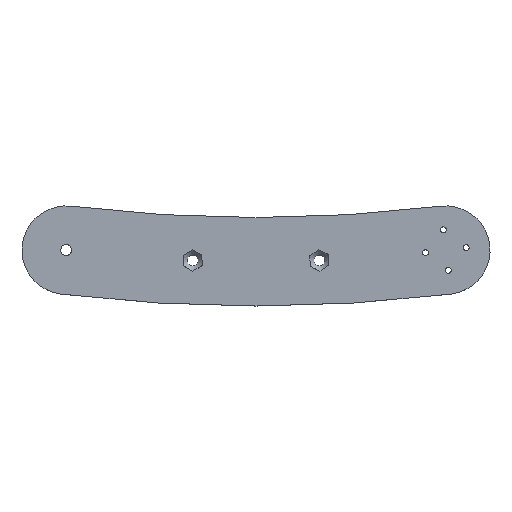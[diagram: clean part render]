
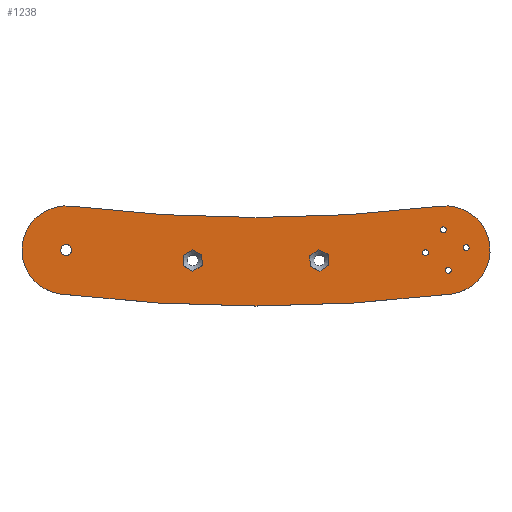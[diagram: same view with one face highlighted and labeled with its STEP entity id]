
A CAD part, top view. The second image highlights one B-rep face of the part: STEP entity #1238.
In plain terms, the highlighted planar face has unit normal (0, 0, 1).
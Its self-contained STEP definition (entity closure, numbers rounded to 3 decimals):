
#15=FACE_BOUND('',#243,.T.);
#16=FACE_BOUND('',#244,.T.);
#17=FACE_BOUND('',#245,.T.);
#18=FACE_BOUND('',#246,.T.);
#19=FACE_BOUND('',#247,.T.);
#20=FACE_BOUND('',#248,.T.);
#21=FACE_BOUND('',#249,.T.);
#64=CIRCLE('',#1278,1.15);
#67=CIRCLE('',#1283,1.15);
#70=CIRCLE('',#1288,1.15);
#73=CIRCLE('',#1293,1.15);
#95=CIRCLE('',#1348,2.15);
#97=CIRCLE('',#1351,17.3);
#99=CIRCLE('',#1354,590.271);
#101=CIRCLE('',#1357,17.3);
#103=CIRCLE('',#1360,624.871);
#175=FACE_OUTER_BOUND('',#242,.T.);
#242=EDGE_LOOP('',(#1079,#1080,#1081,#1082));
#243=EDGE_LOOP('',(#1083));
#244=EDGE_LOOP('',(#1084));
#245=EDGE_LOOP('',(#1085));
#246=EDGE_LOOP('',(#1086));
#247=EDGE_LOOP('',(#1087,#1088,#1089,#1090,#1091,#1092));
#248=EDGE_LOOP('',(#1093,#1094,#1095,#1096,#1097,#1098));
#249=EDGE_LOOP('',(#1099));
#346=LINE('',#1996,#463);
#349=LINE('',#2001,#466);
#351=LINE('',#2005,#468);
#353=LINE('',#2009,#470);
#356=LINE('',#2015,#473);
#359=LINE('',#2019,#476);
#360=LINE('',#2024,#477);
#364=LINE('',#2031,#481);
#366=LINE('',#2035,#483);
#368=LINE('',#2039,#485);
#370=LINE('',#2043,#487);
#372=LINE('',#2046,#489);
#463=VECTOR('',#1607,10.);
#466=VECTOR('',#1612,10.);
#468=VECTOR('',#1616,10.);
#470=VECTOR('',#1620,10.);
#473=VECTOR('',#1625,10.);
#476=VECTOR('',#1630,10.);
#477=VECTOR('',#1635,10.);
#481=VECTOR('',#1641,10.);
#483=VECTOR('',#1645,10.);
#485=VECTOR('',#1649,10.);
#487=VECTOR('',#1653,10.);
#489=VECTOR('',#1657,10.);
#530=VERTEX_POINT('',#1808);
#533=VERTEX_POINT('',#1818);
#536=VERTEX_POINT('',#1828);
#539=VERTEX_POINT('',#1838);
#584=VERTEX_POINT('',#1994);
#585=VERTEX_POINT('',#1995);
#586=VERTEX_POINT('',#2000);
#587=VERTEX_POINT('',#2004);
#588=VERTEX_POINT('',#2008);
#590=VERTEX_POINT('',#2014);
#591=VERTEX_POINT('',#2022);
#592=VERTEX_POINT('',#2023);
#594=VERTEX_POINT('',#2030);
#595=VERTEX_POINT('',#2034);
#596=VERTEX_POINT('',#2038);
#597=VERTEX_POINT('',#2042);
#599=VERTEX_POINT('',#2052);
#602=VERTEX_POINT('',#2059);
#603=VERTEX_POINT('',#2061);
#605=VERTEX_POINT('',#2067);
#607=VERTEX_POINT('',#2073);
#660=EDGE_CURVE('',#530,#530,#64,.T.);
#665=EDGE_CURVE('',#533,#533,#67,.T.);
#670=EDGE_CURVE('',#536,#536,#70,.T.);
#675=EDGE_CURVE('',#539,#539,#73,.T.);
#738=EDGE_CURVE('',#584,#585,#346,.T.);
#741=EDGE_CURVE('',#586,#584,#349,.T.);
#743=EDGE_CURVE('',#587,#586,#351,.T.);
#745=EDGE_CURVE('',#588,#587,#353,.T.);
#748=EDGE_CURVE('',#590,#588,#356,.T.);
#751=EDGE_CURVE('',#585,#590,#359,.T.);
#752=EDGE_CURVE('',#591,#592,#360,.T.);
#756=EDGE_CURVE('',#594,#591,#364,.T.);
#758=EDGE_CURVE('',#595,#594,#366,.T.);
#760=EDGE_CURVE('',#596,#595,#368,.T.);
#762=EDGE_CURVE('',#597,#596,#370,.T.);
#764=EDGE_CURVE('',#592,#597,#372,.T.);
#768=EDGE_CURVE('',#599,#599,#95,.T.);
#771=EDGE_CURVE('',#603,#602,#97,.T.);
#774=EDGE_CURVE('',#605,#603,#99,.T.);
#777=EDGE_CURVE('',#607,#605,#101,.T.);
#780=EDGE_CURVE('',#602,#607,#103,.T.);
#1079=ORIENTED_EDGE('',*,*,#780,.T.);
#1080=ORIENTED_EDGE('',*,*,#777,.T.);
#1081=ORIENTED_EDGE('',*,*,#774,.T.);
#1082=ORIENTED_EDGE('',*,*,#771,.T.);
#1083=ORIENTED_EDGE('',*,*,#660,.T.);
#1084=ORIENTED_EDGE('',*,*,#675,.T.);
#1085=ORIENTED_EDGE('',*,*,#670,.T.);
#1086=ORIENTED_EDGE('',*,*,#665,.T.);
#1087=ORIENTED_EDGE('',*,*,#738,.T.);
#1088=ORIENTED_EDGE('',*,*,#751,.T.);
#1089=ORIENTED_EDGE('',*,*,#748,.T.);
#1090=ORIENTED_EDGE('',*,*,#745,.T.);
#1091=ORIENTED_EDGE('',*,*,#743,.T.);
#1092=ORIENTED_EDGE('',*,*,#741,.T.);
#1093=ORIENTED_EDGE('',*,*,#752,.T.);
#1094=ORIENTED_EDGE('',*,*,#764,.T.);
#1095=ORIENTED_EDGE('',*,*,#762,.T.);
#1096=ORIENTED_EDGE('',*,*,#760,.T.);
#1097=ORIENTED_EDGE('',*,*,#758,.T.);
#1098=ORIENTED_EDGE('',*,*,#756,.T.);
#1099=ORIENTED_EDGE('',*,*,#768,.T.);
#1171=PLANE('',#1361);
#1238=ADVANCED_FACE('',(#175,#15,#16,#17,#18,#19,#20,#21),#1171,.T.);
#1278=AXIS2_PLACEMENT_3D('',#1810,#1463,#1464);
#1283=AXIS2_PLACEMENT_3D('',#1820,#1475,#1476);
#1288=AXIS2_PLACEMENT_3D('',#1830,#1487,#1488);
#1293=AXIS2_PLACEMENT_3D('',#1840,#1499,#1500);
#1348=AXIS2_PLACEMENT_3D('',#2054,#1666,#1667);
#1351=AXIS2_PLACEMENT_3D('',#2062,#1673,#1674);
#1354=AXIS2_PLACEMENT_3D('',#2068,#1680,#1681);
#1357=AXIS2_PLACEMENT_3D('',#2074,#1687,#1688);
#1360=AXIS2_PLACEMENT_3D('',#2078,#1694,#1695);
#1361=AXIS2_PLACEMENT_3D('',#2079,#1696,#1697);
#1463=DIRECTION('center_axis',(0.,0.,-1.));
#1464=DIRECTION('ref_axis',(-1.,0.,0.));
#1475=DIRECTION('center_axis',(0.,0.,-1.));
#1476=DIRECTION('ref_axis',(-1.,0.,0.));
#1487=DIRECTION('center_axis',(0.,0.,-1.));
#1488=DIRECTION('ref_axis',(-1.,0.,0.));
#1499=DIRECTION('center_axis',(0.,0.,-1.));
#1500=DIRECTION('ref_axis',(-1.,0.,0.));
#1607=DIRECTION('',(0.016,-1.,0.));
#1612=DIRECTION('',(0.874,-0.486,0.));
#1616=DIRECTION('',(0.858,0.514,0.));
#1620=DIRECTION('',(-0.016,1.,0.));
#1625=DIRECTION('',(-0.874,0.486,0.));
#1630=DIRECTION('',(-0.858,-0.514,0.));
#1635=DIRECTION('',(-0.898,0.441,0.));
#1641=DIRECTION('',(-0.831,-0.557,0.));
#1645=DIRECTION('',(0.067,-0.998,0.));
#1649=DIRECTION('',(0.898,-0.441,0.));
#1653=DIRECTION('',(0.831,0.557,0.));
#1657=DIRECTION('',(-0.067,0.998,0.));
#1666=DIRECTION('center_axis',(0.,0.,-1.));
#1667=DIRECTION('ref_axis',(-1.,0.,0.));
#1673=DIRECTION('center_axis',(0.,0.,1.));
#1674=DIRECTION('ref_axis',(0.122,0.993,0.));
#1680=DIRECTION('center_axis',(0.,0.,-1.));
#1681=DIRECTION('ref_axis',(0.122,0.993,0.));
#1687=DIRECTION('center_axis',(0.,0.,1.));
#1688=DIRECTION('ref_axis',(0.122,-0.993,0.));
#1694=DIRECTION('center_axis',(0.,0.,1.));
#1695=DIRECTION('ref_axis',(-0.122,-0.993,0.));
#1696=DIRECTION('center_axis',(0.,0.,1.));
#1697=DIRECTION('ref_axis',(1.,0.,0.));
#1808=CARTESIAN_POINT('',(74.373,7.94,6.));
#1810=CARTESIAN_POINT('Origin',(73.223,7.94,6.));
#1818=CARTESIAN_POINT('',(67.41,-0.977,6.));
#1820=CARTESIAN_POINT('Origin',(66.26,-0.977,6.));
#1828=CARTESIAN_POINT('',(83.29,0.977,6.));
#1830=CARTESIAN_POINT('Origin',(82.14,0.977,6.));
#1838=CARTESIAN_POINT('',(76.327,-7.94,6.));
#1840=CARTESIAN_POINT('Origin',(75.177,-7.94,6.));
#1994=CARTESIAN_POINT('',(-21.142,-1.894,6.));
#1995=CARTESIAN_POINT('',(-21.076,-6.079,6.));
#1996=CARTESIAN_POINT('',(-21.137,-2.225,6.));
#2000=CARTESIAN_POINT('',(-24.8,0.141,6.));
#2001=CARTESIAN_POINT('',(-14.83,-5.406,6.));
#2004=CARTESIAN_POINT('',(-28.391,-2.009,6.));
#2005=CARTESIAN_POINT('',(-17.988,4.219,6.));
#2008=CARTESIAN_POINT('',(-28.325,-6.194,6.));
#2009=CARTESIAN_POINT('',(-28.353,-4.432,6.));
#2014=CARTESIAN_POINT('',(-24.667,-8.23,6.));
#2015=CARTESIAN_POINT('',(-16.526,-12.759,6.));
#2019=CARTESIAN_POINT('',(-12.468,-0.926,6.));
#2022=CARTESIAN_POINT('',(25.014,-8.221,6.));
#2023=CARTESIAN_POINT('',(21.257,-6.375,6.));
#2024=CARTESIAN_POINT('',(13.75,-2.689,6.));
#2030=CARTESIAN_POINT('',(28.49,-5.89,6.));
#2031=CARTESIAN_POINT('',(19.512,-11.91,6.));
#2034=CARTESIAN_POINT('',(28.21,-1.713,6.));
#2035=CARTESIAN_POINT('',(28.164,-1.022,6.));
#2038=CARTESIAN_POINT('',(24.453,0.132,6.));
#2039=CARTESIAN_POINT('',(15.068,4.742,6.));
#2042=CARTESIAN_POINT('',(20.976,-2.199,6.));
#2043=CARTESIAN_POINT('',(13.736,-7.054,6.));
#2046=CARTESIAN_POINT('',(21.07,-3.596,6.));
#2052=CARTESIAN_POINT('',(-72.05,0.,6.));
#2054=CARTESIAN_POINT('Origin',(-74.2,0.,6.));
#2059=CARTESIAN_POINT('',(-76.313,-17.171,6.));
#2061=CARTESIAN_POINT('',(-72.087,17.171,6.));
#2062=CARTESIAN_POINT('Origin',(-74.2,0.,6.));
#2067=CARTESIAN_POINT('',(72.087,17.171,6.));
#2068=CARTESIAN_POINT('Origin',(0.,603.023,
6.));
#2073=CARTESIAN_POINT('',(76.313,-17.171,6.));
#2074=CARTESIAN_POINT('Origin',(74.2,0.,6.));
#2078=CARTESIAN_POINT('Origin',(0.,603.023,
6.));
#2079=CARTESIAN_POINT('Origin',(0.,-2.22,
6.));
